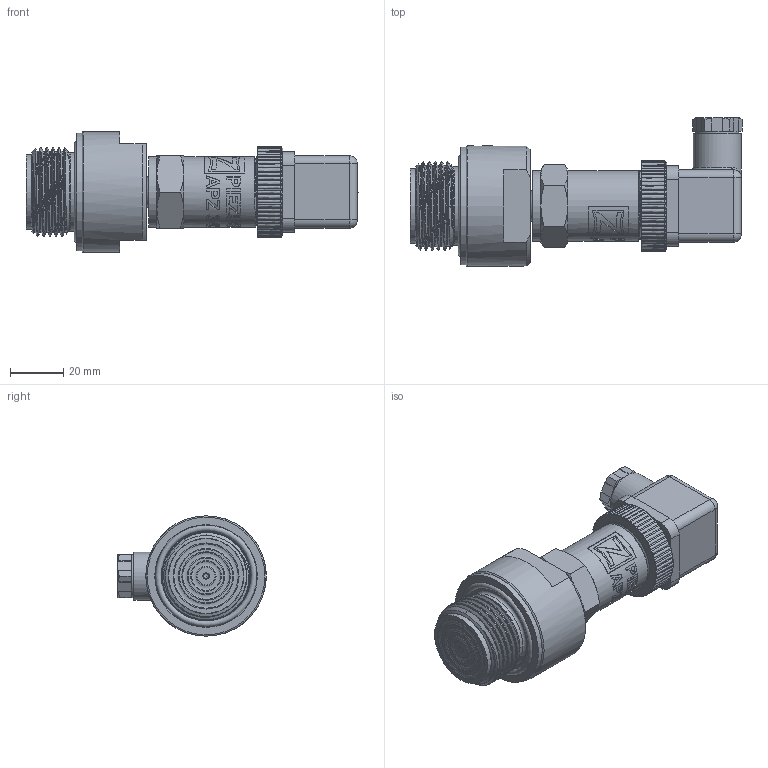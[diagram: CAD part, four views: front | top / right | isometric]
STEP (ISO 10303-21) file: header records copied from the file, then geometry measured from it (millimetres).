
FILE_DESCRIPTION(/* description */ (''),/* implementation_level */ '2;1');
FILE_NAME(/* name */ 'APZ3420m_G1DIN-flush_1.step',/* time_stamp */ '2021-07-06T15:12:39+03:00',/* author */ (''),/* organization */ (''),/* preprocessor_version */ 'ST-DEVELOPER v18.1',/* originating_system */ 'Autodesk Translation Framework v10.9.0.1377',/* authorisation */ '');
FILE_SCHEMA (('AUTOMOTIVE_DESIGN { 1 0 10303 214 3 1 1 }'));
Products named in the file (6): АПЗ 3420м заполненная; G 1/4 EN; OMAL nut M27x1.5; DIN 43650A female part 28 mm high; DIN 43650A male Hirshmann round base; G1DIN diaphragm 28 v7
Assembly tree (5 placements, depth 2):
  АПЗ 3420м заполненная
    G 1/4 EN
    OMAL nut M27x1.5
    DIN 43650A female part 28 mm high
    DIN 43650A male Hirshmann round base
    G1DIN diaphragm 28 v7
Bounding box: 124.25 x 55.52 x 45 mm (x, y, z)
Volume: 107138.9 mm3; surface area: 31321.9 mm2
Topology: 7 solids, 7 shells, 1501 faces, 4115 edges, 2737 vertices
Faces by surface type: bspline 594, plane 588, cylinder 244, cone 38, torus 31, sphere 6
Full cylindrical faces by diameter (mm): 1.6 x4, 1.65 x4, 2 x2, 2.2 x1, 2.537 x6, 2.579 x1, 2.938 x10, 3.2 x1, 3.3 x1, 4 x1, 5 x3, 5.1 x1, 6 x1, 7.8 x1, 8 x1, 9.5 x2, 10 x1, 11 x1, 11.445 x4, 13.157 x9, 16 x1, 18 x1, 21 x1, 21.4 x2, 22 x1, 22.4 x1, 24.4 x1, 25.132 x4, 25.526 x4, 26.5 x5
Entity records: 77419 total; most frequent: CARTESIAN_POINT 43355, ORIENTED_EDGE 8224, DIRECTION 4947, EDGE_CURVE 4112, VERTEX_POINT 2737, LINE 1911, VECTOR 1911, EDGE_LOOP 1635
